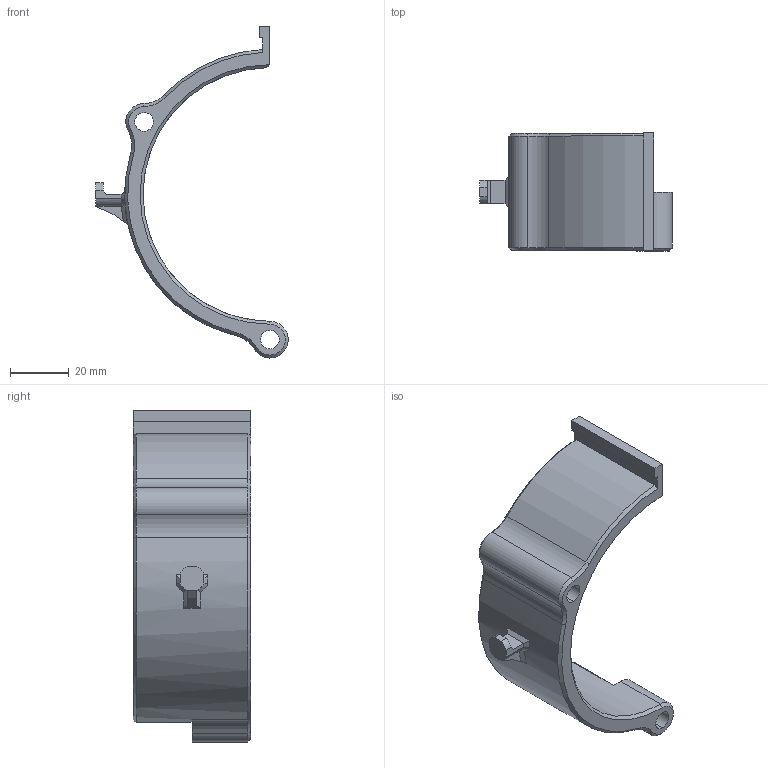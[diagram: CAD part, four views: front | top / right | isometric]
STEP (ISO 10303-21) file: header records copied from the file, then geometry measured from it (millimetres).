
FILE_DESCRIPTION (( 'STEP AP214' ), '1' );
FILE_NAME ('Flyaway-Rail-Guides.STEP', '2024-10-27T01:42:40', ( '' ), ( '' ), 'SwSTEP 2.0', 'SolidWorks 2024', '' );
FILE_SCHEMA (( 'AUTOMOTIVE_DESIGN' ));
Length unit declared in the file: centimetre
Products named in the file (1): Flyaway-Rail-Guides
Bounding box: 65.52 x 40 x 113.05 mm (x, y, z)
Volume: 39671.8 mm3; surface area: 16565.6 mm2
Topology: 1 solids, 1 shells, 84 faces, 218 edges, 141 vertices
Faces by surface type: cylinder 39, plane 25, cone 18, bspline 2
Entity records: 2901 total; most frequent: CARTESIAN_POINT 770, DIRECTION 460, ORIENTED_EDGE 436, EDGE_CURVE 218, AXIS2_PLACEMENT_3D 183, VERTEX_POINT 141, CIRCLE 100, VECTOR 94
